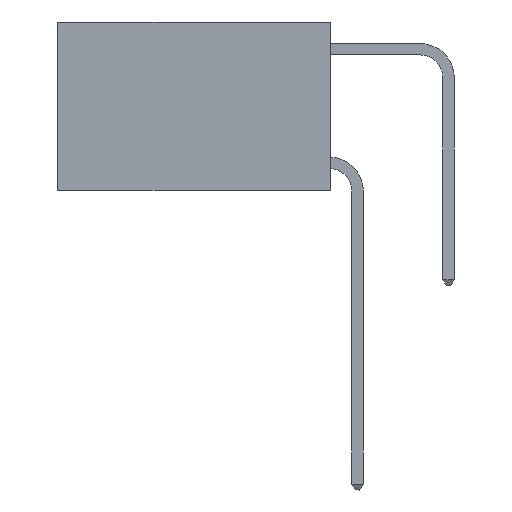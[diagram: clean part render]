
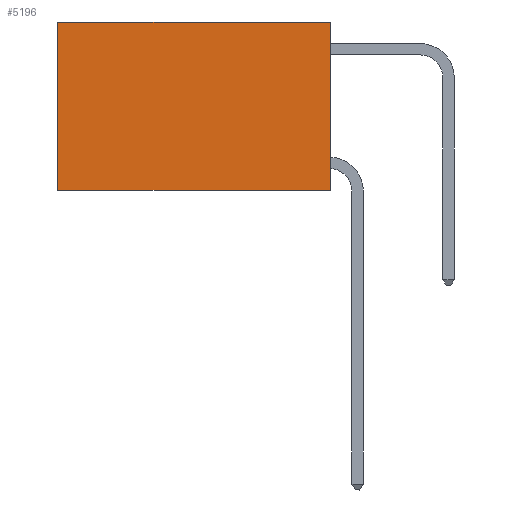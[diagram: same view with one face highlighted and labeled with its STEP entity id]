
A CAD part, left-side view. The second image highlights one B-rep face of the part: STEP entity #5196.
In plain terms, the highlighted planar face has unit normal (-1, 0, 0).
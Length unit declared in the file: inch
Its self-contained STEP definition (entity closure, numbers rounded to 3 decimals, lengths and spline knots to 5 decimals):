
#438 = EDGE_CURVE ( 'NONE', #3971, #6285, #11399, .T. ) ;
#891 = DIRECTION ( 'NONE',  ( 1., 0., 0. ) ) ;
#1346 = CARTESIAN_POINT ( 'NONE',  ( 0.2625, 0.6, 0. ) ) ;
#1608 = ORIENTED_EDGE ( 'NONE', *, *, #438, .T. ) ;
#1701 = LINE ( 'NONE', #1346, #3875 ) ;
#1798 = ORIENTED_EDGE ( 'NONE', *, *, #3396, .F. ) ;
#1807 = DIRECTION ( 'NONE',  ( 0., 0., -1. ) ) ;
#1950 = LINE ( 'NONE', #11122, #11158 ) ;
#2644 = EDGE_CURVE ( 'NONE', #6285, #3918, #1701, .T. ) ;
#3122 = CARTESIAN_POINT ( 'NONE',  ( 0.2625, 0., -0.37 ) ) ;
#3208 = VECTOR ( 'NONE', #4882, 39.37008 ) ;
#3396 = EDGE_CURVE ( 'NONE', #3971, #9103, #1950, .T. ) ;
#3875 = VECTOR ( 'NONE', #7918, 39.37008 ) ;
#3918 = VERTEX_POINT ( 'NONE', #8883 ) ;
#3971 = VERTEX_POINT ( 'NONE', #8921 ) ;
#4882 = DIRECTION ( 'NONE',  ( 0., 1., 0. ) ) ;
#5196 = ADVANCED_FACE ( 'NONE', ( #10293 ), #10933, .F. ) ;
#5508 = CARTESIAN_POINT ( 'NONE',  ( 0.2625, 0., 0. ) ) ;
#6285 = VERTEX_POINT ( 'NONE', #11712 ) ;
#6796 = VECTOR ( 'NONE', #8471, 39.37008 ) ;
#7241 = EDGE_CURVE ( 'NONE', #9103, #3918, #11387, .T. ) ;
#7518 = CARTESIAN_POINT ( 'NONE',  ( 0.2625, 0., -0.37 ) ) ;
#7918 = DIRECTION ( 'NONE',  ( 0., 0., -1. ) ) ;
#8133 = EDGE_LOOP ( 'NONE', ( #9962, #9327, #1798, #1608 ) ) ;
#8471 = DIRECTION ( 'NONE',  ( 0., 1., 0. ) ) ;
#8883 = CARTESIAN_POINT ( 'NONE',  ( 0.2625, 0.6, -0.37 ) ) ;
#8921 = CARTESIAN_POINT ( 'NONE',  ( 0.2625, 0., 0. ) ) ;
#9103 = VERTEX_POINT ( 'NONE', #7518 ) ;
#9327 = ORIENTED_EDGE ( 'NONE', *, *, #7241, .F. ) ;
#9962 = ORIENTED_EDGE ( 'NONE', *, *, #2644, .T. ) ;
#10016 = DIRECTION ( 'NONE',  ( 0., 0., -1. ) ) ;
#10293 = FACE_OUTER_BOUND ( 'NONE', #8133, .T. ) ;
#10933 = PLANE ( 'NONE',  #11443 ) ;
#11006 = CARTESIAN_POINT ( 'NONE',  ( 0.2625, 0., 0. ) ) ;
#11122 = CARTESIAN_POINT ( 'NONE',  ( 0.2625, 0., 0. ) ) ;
#11158 = VECTOR ( 'NONE', #10016, 39.37008 ) ;
#11387 = LINE ( 'NONE', #3122, #3208 ) ;
#11399 = LINE ( 'NONE', #5508, #6796 ) ;
#11443 = AXIS2_PLACEMENT_3D ( 'NONE', #11006, #891, #1807 ) ;
#11712 = CARTESIAN_POINT ( 'NONE',  ( 0.2625, 0.6, 0. ) ) ;
